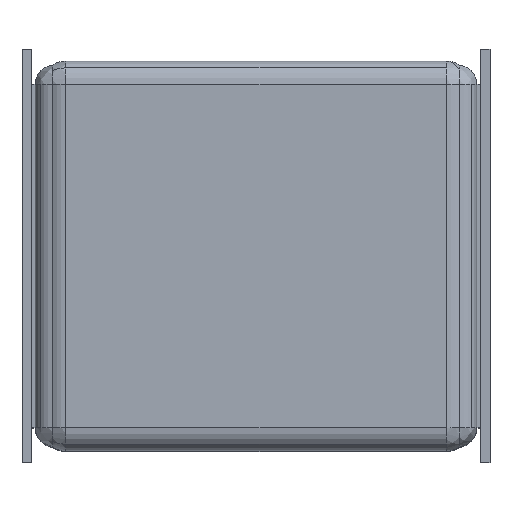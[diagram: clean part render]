
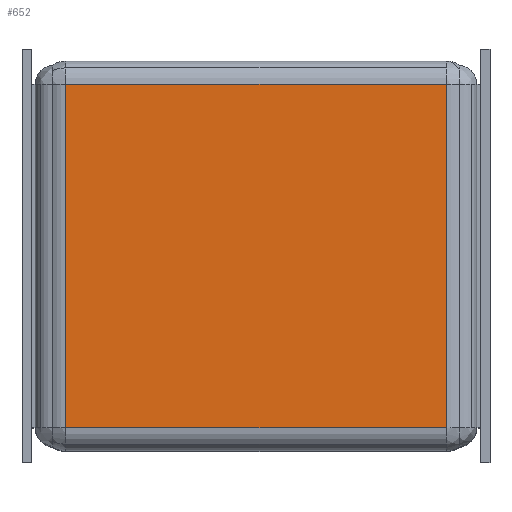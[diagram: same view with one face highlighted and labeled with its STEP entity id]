
A CAD part, top view. The second image highlights one B-rep face of the part: STEP entity #652.
In plain terms, the highlighted planar face has unit normal (0, 0, 1).
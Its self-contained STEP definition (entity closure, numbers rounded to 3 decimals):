
#652=ADVANCED_FACE('0:211',(#992),#993,.T.);
#992=FACE_OUTER_BOUND('',#1696,.T.);
#993=PLANE('',#1697);
#1696=EDGE_LOOP('',(#2393,#2394,#2395,#2396));
#1697=AXIS2_PLACEMENT_3D('',#2397,#2398,#2399);
#2393=ORIENTED_EDGE('',*,*,#3374,.F.);
#2394=ORIENTED_EDGE('',*,*,#3355,.F.);
#2395=ORIENTED_EDGE('',*,*,#3368,.F.);
#2396=ORIENTED_EDGE('',*,*,#3297,.F.);
#2397=CARTESIAN_POINT('',(0.0,0.0,4.58));
#2398=DIRECTION('',(0.0,0.0,1.0));
#2399=DIRECTION('',(1.0,0.0,0.0));
#3297=EDGE_CURVE('0:514',#3907,#3909,#3910,.T.);
#3355=EDGE_CURVE('0:529',#3990,#3985,#3992,.T.);
#3368=EDGE_CURVE('0:700',#3909,#3990,#4007,.T.);
#3374=EDGE_CURVE('0:718',#3985,#3907,#4013,.T.);
#3907=VERTEX_POINT('',#4634);
#3909=VERTEX_POINT('',#4636);
#3910=LINE('',#4637,#4638);
#3985=VERTEX_POINT('',#4724);
#3990=VERTEX_POINT('',#4730);
#3992=LINE('',#4732,#4733);
#4007=LINE('',#4750,#4751);
#4013=LINE('',#4761,#4762);
#4634=CARTESIAN_POINT('',(-5.18,4.7,4.58));
#4636=CARTESIAN_POINT('',(-0.3,4.7,4.58));
#4637=CARTESIAN_POINT('',(-1.39,4.7,4.58));
#4638=VECTOR('',#5188,0.);
#4724=CARTESIAN_POINT('',(-5.18,0.3,4.58));
#4730=CARTESIAN_POINT('',(-0.3,0.3,4.58));
#4732=CARTESIAN_POINT('',(-1.39,0.3,4.58));
#4733=VECTOR('',#5336,0.);
#4750=CARTESIAN_POINT('',(-0.3,1.225,4.58));
#4751=VECTOR('',#5369,0.);
#4761=CARTESIAN_POINT('',(-5.18,1.225,4.58));
#4762=VECTOR('',#5377,0.);
#5188=DIRECTION('',(1.0,0.0,0.0));
#5336=DIRECTION('',(-1.0,0.0,0.0));
#5369=DIRECTION('',(0.0,-1.0,0.0));
#5377=DIRECTION('',(0.0,1.0,0.0));
